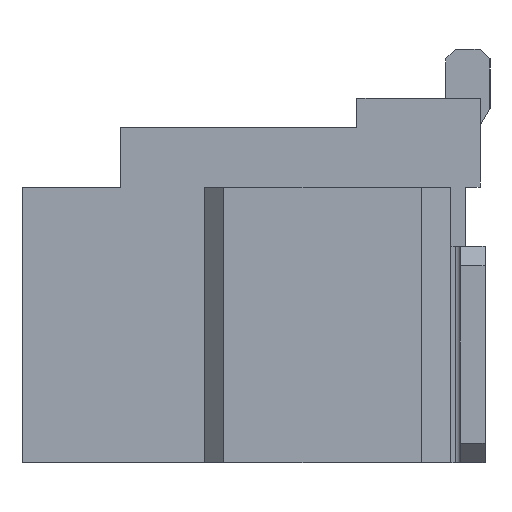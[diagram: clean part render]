
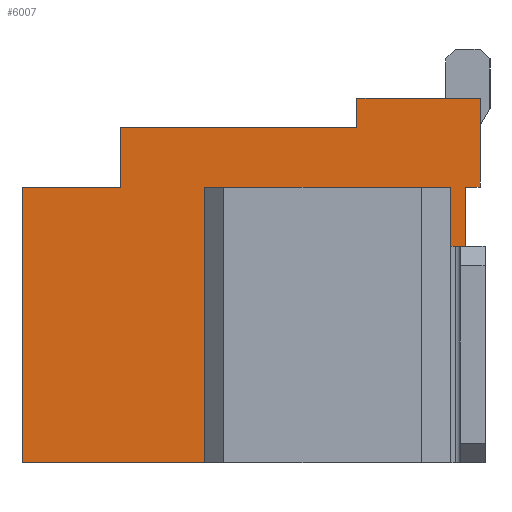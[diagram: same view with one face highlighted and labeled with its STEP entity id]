
A CAD part, left-side view. The second image highlights one B-rep face of the part: STEP entity #6007.
In plain terms, the highlighted planar face has unit normal (-1, 0, 0).
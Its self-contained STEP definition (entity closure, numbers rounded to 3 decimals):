
#37=DIRECTION('',(0.,1.,0.));
#38=VECTOR('',#37,1.25);
#39=CARTESIAN_POINT('',(-5.25,-3.675,2.1));
#40=LINE('',#39,#38);
#761=DIRECTION('',(0.,0.,1.));
#762=VECTOR('',#761,2.8);
#763=CARTESIAN_POINT('',(-5.25,0.975,-1.6));
#764=LINE('',#763,#762);
#1157=DIRECTION('',(0.,-1.,0.));
#1158=VECTOR('',#1157,1.);
#1159=CARTESIAN_POINT('',(-5.25,0.975,1.2));
#1160=LINE('',#1159,#1158);
#1161=DIRECTION('',(0.,0.,1.));
#1162=VECTOR('',#1161,0.6);
#1163=CARTESIAN_POINT('',(-5.25,-0.025,1.2));
#1164=LINE('',#1163,#1162);
#1165=DIRECTION('',(0.,-1.,0.));
#1166=VECTOR('',#1165,2.4);
#1167=CARTESIAN_POINT('',(-5.25,-0.025,1.8));
#1168=LINE('',#1167,#1166);
#1169=DIRECTION('',(0.,0.,-1.));
#1170=VECTOR('',#1169,0.3);
#1171=CARTESIAN_POINT('',(-5.25,-2.425,2.1));
#1172=LINE('',#1171,#1170);
#1173=DIRECTION('',(0.,1.,0.));
#1174=VECTOR('',#1173,0.15);
#1175=CARTESIAN_POINT('',(-5.25,-3.675,1.2));
#1176=LINE('',#1175,#1174);
#1177=DIRECTION('',(0.,0.,1.));
#1178=VECTOR('',#1177,2.1);
#1179=CARTESIAN_POINT('',(-5.25,-3.525,-0.9));
#1180=LINE('',#1179,#1178);
#1181=DIRECTION('',(0.,1.,0.));
#1182=VECTOR('',#1181,0.15);
#1183=CARTESIAN_POINT('',(-5.25,-3.675,-0.9));
#1184=LINE('',#1183,#1182);
#1185=DIRECTION('',(0.,1.,0.));
#1186=VECTOR('',#1185,0.3);
#1187=CARTESIAN_POINT('',(-5.25,-3.675,-1.6));
#1188=LINE('',#1187,#1186);
#1189=DIRECTION('',(0.,0.,1.));
#1190=VECTOR('',#1189,2.8);
#1191=CARTESIAN_POINT('',(-5.25,-3.375,-1.6));
#1192=LINE('',#1191,#1190);
#1193=DIRECTION('',(0.,-1.,0.));
#1194=VECTOR('',#1193,2.5);
#1195=CARTESIAN_POINT('',(-5.25,-0.875,1.2));
#1196=LINE('',#1195,#1194);
#1197=DIRECTION('',(0.,0.,1.));
#1198=VECTOR('',#1197,2.8);
#1199=CARTESIAN_POINT('',(-5.25,-0.875,-1.6));
#1200=LINE('',#1199,#1198);
#1201=DIRECTION('',(0.,1.,0.));
#1202=VECTOR('',#1201,1.85);
#1203=CARTESIAN_POINT('',(-5.25,-0.875,-1.6));
#1204=LINE('',#1203,#1202);
#1249=DIRECTION('',(0.,0.,1.));
#1250=VECTOR('',#1249,0.9);
#1251=CARTESIAN_POINT('',(-5.25,-3.675,1.2));
#1252=LINE('',#1251,#1250);
#1289=DIRECTION('',(0.,0.,1.));
#1290=VECTOR('',#1289,0.7);
#1291=CARTESIAN_POINT('',(-5.25,-3.675,-1.6));
#1292=LINE('',#1291,#1290);
#3623=CARTESIAN_POINT('',(-5.25,-0.875,1.2));
#3624=CARTESIAN_POINT('',(-5.25,-3.375,1.2));
#3625=VERTEX_POINT('',#3623);
#3626=VERTEX_POINT('',#3624);
#3627=CARTESIAN_POINT('',(-5.25,-0.875,-1.6));
#3628=VERTEX_POINT('',#3627);
#3635=CARTESIAN_POINT('',(-5.25,0.975,-1.6));
#3636=VERTEX_POINT('',#3635);
#3655=CARTESIAN_POINT('',(-5.25,-3.675,2.1));
#3656=VERTEX_POINT('',#3655);
#3661=CARTESIAN_POINT('',(-5.25,-3.675,-1.6));
#3662=VERTEX_POINT('',#3661);
#3679=CARTESIAN_POINT('',(-5.25,-2.425,2.1));
#3680=CARTESIAN_POINT('',(-5.25,-2.425,1.8));
#3681=VERTEX_POINT('',#3679);
#3682=VERTEX_POINT('',#3680);
#3688=CARTESIAN_POINT('',(-5.25,-0.025,1.8));
#3690=VERTEX_POINT('',#3688);
#3857=CARTESIAN_POINT('',(-5.25,0.975,1.2));
#3858=CARTESIAN_POINT('',(-5.25,-0.025,1.2));
#3859=VERTEX_POINT('',#3857);
#3860=VERTEX_POINT('',#3858);
#4271=CARTESIAN_POINT('',(-5.25,-3.375,-1.6));
#4272=VERTEX_POINT('',#4271);
#4707=CARTESIAN_POINT('',(-5.25,-3.675,1.2));
#4709=VERTEX_POINT('',#4707);
#4715=CARTESIAN_POINT('',(-5.25,-3.675,-0.9));
#4717=VERTEX_POINT('',#4715);
#4723=CARTESIAN_POINT('',(-5.25,-3.525,1.2));
#4724=VERTEX_POINT('',#4723);
#4725=CARTESIAN_POINT('',(-5.25,-3.525,-0.9));
#4726=VERTEX_POINT('',#4725);
#5974=CARTESIAN_POINT('',(-5.25,-3.675,-1.6));
#5975=DIRECTION('',(-1.,0.,0.));
#5976=DIRECTION('',(0.,0.,1.));
#5977=AXIS2_PLACEMENT_3D('',#5974,#5975,#5976);
#5978=PLANE('',#5977);
#5979=ORIENTED_EDGE('',*,*,#5572,.T.);
#5981=ORIENTED_EDGE('',*,*,#5980,.T.);
#5983=ORIENTED_EDGE('',*,*,#5982,.T.);
#5984=ORIENTED_EDGE('',*,*,#5687,.F.);
#5985=ORIENTED_EDGE('',*,*,#4793,.F.);
#5987=ORIENTED_EDGE('',*,*,#5986,.F.);
#5989=ORIENTED_EDGE('',*,*,#5988,.T.);
#5991=ORIENTED_EDGE('',*,*,#5990,.F.);
#5993=ORIENTED_EDGE('',*,*,#5992,.F.);
#5995=ORIENTED_EDGE('',*,*,#5994,.F.);
#5996=ORIENTED_EDGE('',*,*,#5075,.T.);
#5998=ORIENTED_EDGE('',*,*,#5997,.T.);
#6000=ORIENTED_EDGE('',*,*,#5999,.F.);
#6002=ORIENTED_EDGE('',*,*,#6001,.F.);
#6003=ORIENTED_EDGE('',*,*,#5053,.T.);
#6004=ORIENTED_EDGE('',*,*,#5505,.T.);
#6005=EDGE_LOOP('',(#5979,#5981,#5983,#5984,#5985,#5987,#5989,#5991,#5993,#5995,
#5996,#5998,#6000,#6002,#6003,#6004));
#6006=FACE_OUTER_BOUND('',#6005,.F.);
#6007=ADVANCED_FACE('',(#6006),#5978,.T.);
#4793=EDGE_CURVE('',#3656,#3681,#40,.T.);
#5053=EDGE_CURVE('',#3628,#3636,#1204,.T.);
#5075=EDGE_CURVE('',#3662,#4272,#1188,.T.);
#5505=EDGE_CURVE('',#3636,#3859,#764,.T.);
#5572=EDGE_CURVE('',#3859,#3860,#1160,.T.);
#5687=EDGE_CURVE('',#3681,#3682,#1172,.T.);
#5980=EDGE_CURVE('',#3860,#3690,#1164,.T.);
#5982=EDGE_CURVE('',#3690,#3682,#1168,.T.);
#5986=EDGE_CURVE('',#4709,#3656,#1252,.T.);
#5988=EDGE_CURVE('',#4709,#4724,#1176,.T.);
#5990=EDGE_CURVE('',#4726,#4724,#1180,.T.);
#5992=EDGE_CURVE('',#4717,#4726,#1184,.T.);
#5994=EDGE_CURVE('',#3662,#4717,#1292,.T.);
#5997=EDGE_CURVE('',#4272,#3626,#1192,.T.);
#5999=EDGE_CURVE('',#3625,#3626,#1196,.T.);
#6001=EDGE_CURVE('',#3628,#3625,#1200,.T.);
